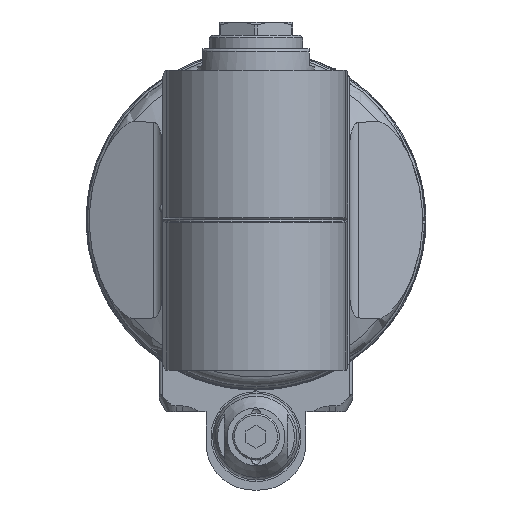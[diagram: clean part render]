
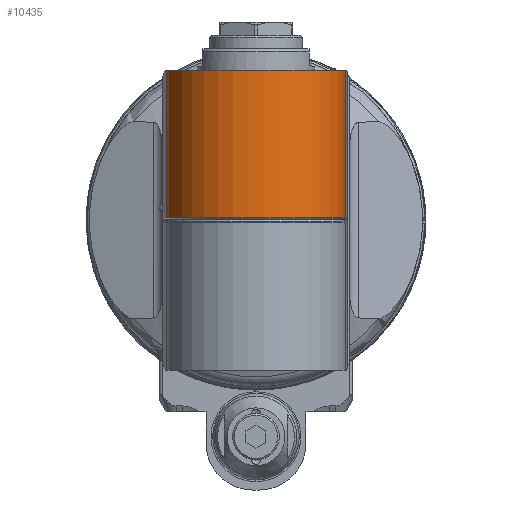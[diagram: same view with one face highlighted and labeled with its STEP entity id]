
A CAD part, front view. The second image highlights one B-rep face of the part: STEP entity #10435.
In plain terms, the highlighted cylindrical face has radius 27 mm (diameter 54 mm), a partial arc.
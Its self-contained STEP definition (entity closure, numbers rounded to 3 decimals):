
#941=LINE('',#21093,#1584);
#942=LINE('',#21096,#1585);
#1584=VECTOR('',#14525,44.334);
#1585=VECTOR('',#14528,44.334);
#1823=CYLINDRICAL_SURFACE('',#11663,27.);
#2682=FACE_OUTER_BOUND('',#3349,.T.);
#3349=EDGE_LOOP('',(#9316,#9317,#9318,#9319));
#4049=CIRCLE('',#11660,27.);
#4052=CIRCLE('',#11664,27.);
#5049=VERTEX_POINT('',#21058);
#5050=VERTEX_POINT('',#21059);
#5059=VERTEX_POINT('',#21092);
#5060=VERTEX_POINT('',#21094);
#6508=EDGE_CURVE('',#5049,#5050,#4049,.T.);
#6519=EDGE_CURVE('',#5049,#5059,#941,.T.);
#6520=EDGE_CURVE('',#5060,#5059,#4052,.T.);
#6521=EDGE_CURVE('',#5060,#5050,#942,.T.);
#9316=ORIENTED_EDGE('',*,*,#6508,.F.);
#9317=ORIENTED_EDGE('',*,*,#6519,.T.);
#9318=ORIENTED_EDGE('',*,*,#6520,.F.);
#9319=ORIENTED_EDGE('',*,*,#6521,.T.);
#10435=ADVANCED_FACE('',(#2682),#1823,.T.);
#11660=AXIS2_PLACEMENT_3D('',#21060,#14515,#14516);
#11663=AXIS2_PLACEMENT_3D('',#21091,#14523,#14524);
#11664=AXIS2_PLACEMENT_3D('',#21095,#14526,#14527);
#14515=DIRECTION('center_axis',(0.,-1.,0.));
#14516=DIRECTION('ref_axis',(0.087,0.,-0.996));
#14523=DIRECTION('center_axis',(0.,1.,0.));
#14524=DIRECTION('ref_axis',(1.,0.,0.));
#14525=DIRECTION('',(0.,1.,0.));
#14526=DIRECTION('center_axis',(0.,1.,0.));
#14527=DIRECTION('ref_axis',(1.,0.,0.));
#14528=DIRECTION('',(0.,-1.,0.));
#21058=CARTESIAN_POINT('',(192.353,-45.,-26.897));
#21059=CARTESIAN_POINT('',(192.353,-45.,26.897));
#21060=CARTESIAN_POINT('Origin',(190.,-45.,0.));
#21091=CARTESIAN_POINT('Origin',(190.,-54.,0.));
#21092=CARTESIAN_POINT('',(192.353,-0.666,-26.897));
#21093=CARTESIAN_POINT('',(192.353,-45.,-26.897));
#21094=CARTESIAN_POINT('',(192.353,-0.666,26.897));
#21095=CARTESIAN_POINT('Origin',(190.,-0.666,0.));
#21096=CARTESIAN_POINT('',(192.353,-0.666,26.897));
